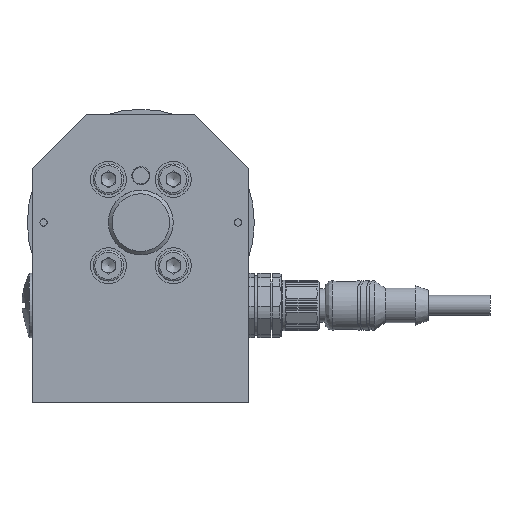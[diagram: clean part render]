
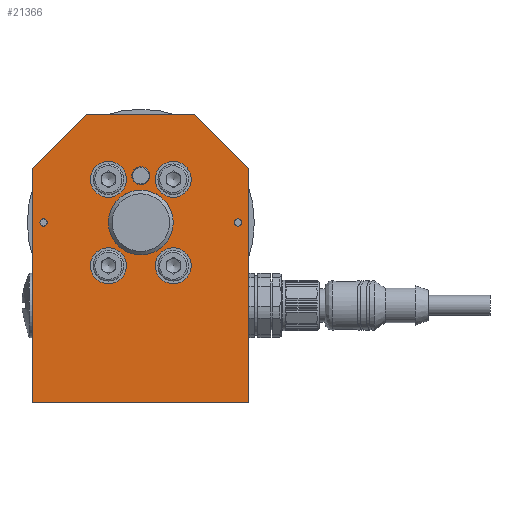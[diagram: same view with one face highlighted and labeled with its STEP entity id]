
A CAD part, top view. The second image highlights one B-rep face of the part: STEP entity #21366.
In plain terms, the highlighted planar face has unit normal (0, 0, 1).
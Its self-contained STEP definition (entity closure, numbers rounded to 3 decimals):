
#373 = EDGE_LOOP ( 'NONE', ( #23229 ) ) ;
#656 = ORIENTED_EDGE ( 'NONE', *, *, #12006, .F. ) ;
#836 = ORIENTED_EDGE ( 'NONE', *, *, #17223, .F. ) ;
#1845 = DIRECTION ( 'NONE',  ( 0., 1., 0. ) ) ;
#1858 = FACE_BOUND ( 'NONE', #21910, .T. ) ;
#1912 = EDGE_CURVE ( 'NONE', #3763, #7572, #12700, .T. ) ;
#2319 = VERTEX_POINT ( 'NONE', #12212 ) ;
#2372 = CIRCLE ( 'NONE', #25829, 5. ) ;
#2768 = CARTESIAN_POINT ( 'NONE',  ( -30., 65., 13. ) ) ;
#2926 = LINE ( 'NONE', #2768, #11072 ) ;
#3092 = EDGE_CURVE ( 'NONE', #5653, #5653, #20917, .T. ) ;
#3178 = CARTESIAN_POINT ( 'NONE',  ( -15., 80., 13. ) ) ;
#3222 = FACE_BOUND ( 'NONE', #13976, .T. ) ;
#3271 = VERTEX_POINT ( 'NONE', #17526 ) ;
#3384 = DIRECTION ( 'NONE',  ( 0., 0., -1. ) ) ;
#3494 = FACE_BOUND ( 'NONE', #18588, .T. ) ;
#3532 = CARTESIAN_POINT ( 'NONE',  ( -4., 62., 13. ) ) ;
#3614 = FACE_BOUND ( 'NONE', #15139, .T. ) ;
#3763 = VERTEX_POINT ( 'NONE', #21419 ) ;
#4036 = EDGE_LOOP ( 'NONE', ( #11143, #13951, #20126, #5502, #4810, #12839 ) ) ;
#4564 = EDGE_CURVE ( 'NONE', #15431, #9699, #15735, .T. ) ;
#4643 = DIRECTION ( 'NONE',  ( 0., 0., 1. ) ) ;
#4658 = EDGE_CURVE ( 'NONE', #20231, #10772, #22158, .T. ) ;
#4810 = ORIENTED_EDGE ( 'NONE', *, *, #4564, .T. ) ;
#4989 = EDGE_LOOP ( 'NONE', ( #24940 ) ) ;
#5184 = CARTESIAN_POINT ( 'NONE',  ( -26., 50., 13. ) ) ;
#5480 = EDGE_CURVE ( 'NONE', #3271, #3271, #5984, .T. ) ;
#5502 = ORIENTED_EDGE ( 'NONE', *, *, #10251, .T. ) ;
#5522 = EDGE_CURVE ( 'NONE', #9504, #9504, #21766, .T. ) ;
#5653 = VERTEX_POINT ( 'NONE', #3532 ) ;
#5984 = CIRCLE ( 'NONE', #7263, 2.5 ) ;
#5999 = VECTOR ( 'NONE', #1845, 1000. ) ;
#6012 = DIRECTION ( 'NONE',  ( 0., 0., -1. ) ) ;
#7062 = DIRECTION ( 'NONE',  ( 1., 0., 0. ) ) ;
#7217 = FACE_BOUND ( 'NONE', #373, .T. ) ;
#7263 = AXIS2_PLACEMENT_3D ( 'NONE', #13596, #13316, #11472 ) ;
#7572 = VERTEX_POINT ( 'NONE', #3178 ) ;
#7898 = ORIENTED_EDGE ( 'NONE', *, *, #16076, .T. ) ;
#8244 = CARTESIAN_POINT ( 'NONE',  ( -30., 0., 13. ) ) ;
#8274 = ORIENTED_EDGE ( 'NONE', *, *, #5480, .F. ) ;
#8763 = DIRECTION ( 'NONE',  ( 1., 0., 0. ) ) ;
#8895 = CARTESIAN_POINT ( 'NONE',  ( -9., 62., 13. ) ) ;
#8922 = DIRECTION ( 'NONE',  ( 0., 0., 1. ) ) ;
#8970 = AXIS2_PLACEMENT_3D ( 'NONE', #23616, #23760, #7062 ) ;
#8987 = EDGE_CURVE ( 'NONE', #7572, #20231, #2926, .T. ) ;
#9166 = ORIENTED_EDGE ( 'NONE', *, *, #3092, .F. ) ;
#9208 = FACE_BOUND ( 'NONE', #21479, .T. ) ;
#9504 = VERTEX_POINT ( 'NONE', #25810 ) ;
#9567 = LINE ( 'NONE', #23352, #18134 ) ;
#9590 = FACE_OUTER_BOUND ( 'NONE', #4036, .T. ) ;
#9699 = VERTEX_POINT ( 'NONE', #12494 ) ;
#9981 = AXIS2_PLACEMENT_3D ( 'NONE', #14993, #19945, #11397 ) ;
#10192 = CARTESIAN_POINT ( 'NONE',  ( -30., 80., 13. ) ) ;
#10251 = EDGE_CURVE ( 'NONE', #10772, #15431, #21790, .T. ) ;
#10669 = AXIS2_PLACEMENT_3D ( 'NONE', #8895, #4643, #18779 ) ;
#10772 = VERTEX_POINT ( 'NONE', #8244 ) ;
#10850 = DIRECTION ( 'NONE',  ( 1., 0., 0. ) ) ;
#11072 = VECTOR ( 'NONE', #15173, 1000. ) ;
#11143 = ORIENTED_EDGE ( 'NONE', *, *, #1912, .T. ) ;
#11332 = AXIS2_PLACEMENT_3D ( 'NONE', #25913, #6012, #26307 ) ;
#11397 = DIRECTION ( 'NONE',  ( 1., 0., 0. ) ) ;
#11472 = DIRECTION ( 'NONE',  ( 1., 0., 0. ) ) ;
#11624 = DIRECTION ( 'NONE',  ( -1., 0., 0. ) ) ;
#12006 = EDGE_CURVE ( 'NONE', #26032, #26032, #22027, .T. ) ;
#12036 = DIRECTION ( 'NONE',  ( 0., 0., 1. ) ) ;
#12212 = CARTESIAN_POINT ( 'NONE',  ( 14., 62., 13. ) ) ;
#12494 = CARTESIAN_POINT ( 'NONE',  ( 30., 65., 13. ) ) ;
#12700 = LINE ( 'NONE', #10192, #16855 ) ;
#12757 = CARTESIAN_POINT ( 'NONE',  ( -4., 38., 13. ) ) ;
#12839 = ORIENTED_EDGE ( 'NONE', *, *, #18067, .T. ) ;
#13316 = DIRECTION ( 'NONE',  ( 0., 0., 1. ) ) ;
#13596 = CARTESIAN_POINT ( 'NONE',  ( 0., 63., 13. ) ) ;
#13712 = DIRECTION ( 'NONE',  ( 0., -1., 0. ) ) ;
#13843 = AXIS2_PLACEMENT_3D ( 'NONE', #16870, #14886, #22763 ) ;
#13951 = ORIENTED_EDGE ( 'NONE', *, *, #8987, .T. ) ;
#13976 = EDGE_LOOP ( 'NONE', ( #9166 ) ) ;
#14886 = DIRECTION ( 'NONE',  ( 0., 0., 1. ) ) ;
#14993 = CARTESIAN_POINT ( 'NONE',  ( -27., 50., 13. ) ) ;
#15103 = VECTOR ( 'NONE', #10850, 1000. ) ;
#15139 = EDGE_LOOP ( 'NONE', ( #21882 ) ) ;
#15173 = DIRECTION ( 'NONE',  ( -0.707, -0.707, 0. ) ) ;
#15326 = DIRECTION ( 'NONE',  ( 1., 0., 0. ) ) ;
#15431 = VERTEX_POINT ( 'NONE', #20371 ) ;
#15735 = LINE ( 'NONE', #24293, #5999 ) ;
#16076 = EDGE_CURVE ( 'NONE', #22406, #22406, #24029, .T. ) ;
#16801 = EDGE_CURVE ( 'NONE', #18904, #18904, #22375, .T. ) ;
#16855 = VECTOR ( 'NONE', #24359, 1000. ) ;
#16870 = CARTESIAN_POINT ( 'NONE',  ( -9., 38., 13. ) ) ;
#17052 = CARTESIAN_POINT ( 'NONE',  ( 9., 62., 13. ) ) ;
#17223 = EDGE_CURVE ( 'NONE', #23318, #23318, #26223, .T. ) ;
#17526 = CARTESIAN_POINT ( 'NONE',  ( 2.5, 63., 13. ) ) ;
#17718 = DIRECTION ( 'NONE',  ( -0.707, 0.707, 0. ) ) ;
#17884 = PLANE ( 'NONE',  #11332 ) ;
#17997 = CARTESIAN_POINT ( 'NONE',  ( -30., 0., 13. ) ) ;
#18067 = EDGE_CURVE ( 'NONE', #9699, #3763, #9567, .T. ) ;
#18134 = VECTOR ( 'NONE', #17718, 1000. ) ;
#18291 = FACE_BOUND ( 'NONE', #19298, .T. ) ;
#18588 = EDGE_LOOP ( 'NONE', ( #836 ) ) ;
#18779 = DIRECTION ( 'NONE',  ( 1., 0., 0. ) ) ;
#18904 = VERTEX_POINT ( 'NONE', #5184 ) ;
#19298 = EDGE_LOOP ( 'NONE', ( #656 ) ) ;
#19777 = CARTESIAN_POINT ( 'NONE',  ( -30., 0., 13. ) ) ;
#19945 = DIRECTION ( 'NONE',  ( 0., 0., 1. ) ) ;
#20126 = ORIENTED_EDGE ( 'NONE', *, *, #4658, .T. ) ;
#20201 = AXIS2_PLACEMENT_3D ( 'NONE', #23789, #3384, #11624 ) ;
#20231 = VERTEX_POINT ( 'NONE', #23924 ) ;
#20371 = CARTESIAN_POINT ( 'NONE',  ( 30., 0., 13. ) ) ;
#20784 = CARTESIAN_POINT ( 'NONE',  ( -9., 50., 13. ) ) ;
#20917 = CIRCLE ( 'NONE', #10669, 5. ) ;
#21366 = ADVANCED_FACE ( 'NONE', ( #9208, #25521, #7217, #3222, #3614, #18291, #3494, #1858, #9590 ), #17884, .F. ) ;
#21419 = CARTESIAN_POINT ( 'NONE',  ( 15., 80., 13. ) ) ;
#21479 = EDGE_LOOP ( 'NONE', ( #8274 ) ) ;
#21624 = EDGE_CURVE ( 'NONE', #2319, #2319, #2372, .T. ) ;
#21766 = CIRCLE ( 'NONE', #8970, 1. ) ;
#21790 = LINE ( 'NONE', #19777, #15103 ) ;
#21882 = ORIENTED_EDGE ( 'NONE', *, *, #21624, .F. ) ;
#21910 = EDGE_LOOP ( 'NONE', ( #7898 ) ) ;
#22007 = CARTESIAN_POINT ( 'NONE',  ( 14., 38., 13. ) ) ;
#22027 = CIRCLE ( 'NONE', #22468, 5. ) ;
#22158 = LINE ( 'NONE', #17997, #22672 ) ;
#22375 = CIRCLE ( 'NONE', #9981, 1. ) ;
#22406 = VERTEX_POINT ( 'NONE', #20784 ) ;
#22468 = AXIS2_PLACEMENT_3D ( 'NONE', #24927, #12036, #8763 ) ;
#22672 = VECTOR ( 'NONE', #13712, 1000. ) ;
#22763 = DIRECTION ( 'NONE',  ( 1., 0., 0. ) ) ;
#23229 = ORIENTED_EDGE ( 'NONE', *, *, #5522, .F. ) ;
#23318 = VERTEX_POINT ( 'NONE', #12757 ) ;
#23352 = CARTESIAN_POINT ( 'NONE',  ( 15., 80., 13. ) ) ;
#23616 = CARTESIAN_POINT ( 'NONE',  ( 27., 50., 13. ) ) ;
#23760 = DIRECTION ( 'NONE',  ( 0., 0., 1. ) ) ;
#23789 = CARTESIAN_POINT ( 'NONE',  ( 0., 50., 13. ) ) ;
#23924 = CARTESIAN_POINT ( 'NONE',  ( -30., 65., 13. ) ) ;
#24029 = CIRCLE ( 'NONE', #20201, 9. ) ;
#24293 = CARTESIAN_POINT ( 'NONE',  ( 30., 0., 13. ) ) ;
#24359 = DIRECTION ( 'NONE',  ( -1., 0., 0. ) ) ;
#24927 = CARTESIAN_POINT ( 'NONE',  ( 9., 38., 13. ) ) ;
#24940 = ORIENTED_EDGE ( 'NONE', *, *, #16801, .F. ) ;
#25521 = FACE_BOUND ( 'NONE', #4989, .T. ) ;
#25810 = CARTESIAN_POINT ( 'NONE',  ( 28., 50., 13. ) ) ;
#25829 = AXIS2_PLACEMENT_3D ( 'NONE', #17052, #8922, #15326 ) ;
#25913 = CARTESIAN_POINT ( 'NONE',  ( 0., 0., 13. ) ) ;
#26032 = VERTEX_POINT ( 'NONE', #22007 ) ;
#26223 = CIRCLE ( 'NONE', #13843, 5. ) ;
#26307 = DIRECTION ( 'NONE',  ( -1., 0., 0. ) ) ;
